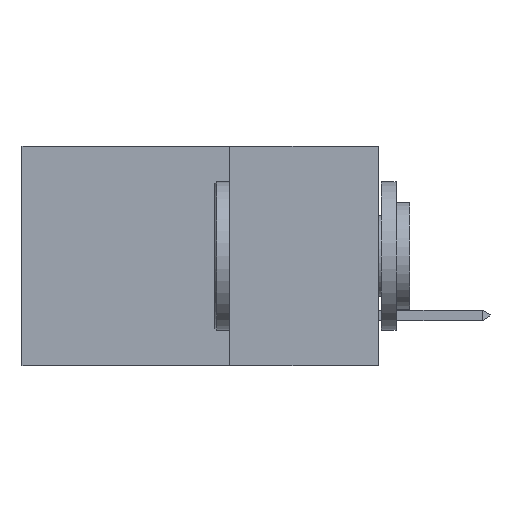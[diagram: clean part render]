
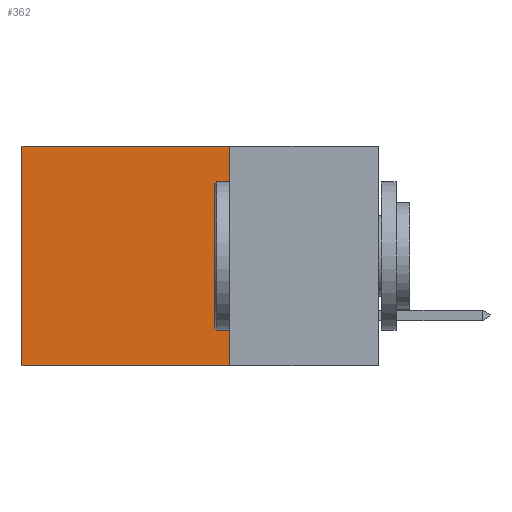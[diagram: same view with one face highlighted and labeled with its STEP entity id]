
A CAD part, left-side view. The second image highlights one B-rep face of the part: STEP entity #362.
In plain terms, the highlighted planar face has unit normal (-1, 0, 0).
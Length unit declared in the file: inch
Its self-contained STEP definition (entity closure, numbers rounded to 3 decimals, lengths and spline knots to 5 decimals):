
#362 = ADVANCED_FACE ( 'NONE', ( #5321 ), #7739, .F. ) ;
#1357 = VECTOR ( 'NONE', #6755, 39.37008 ) ;
#1657 = ORIENTED_EDGE ( 'NONE', *, *, #5820, .F. ) ;
#1671 = VECTOR ( 'NONE', #3328, 39.37008 ) ;
#1734 = EDGE_CURVE ( 'NONE', #8411, #7114, #7012, .T. ) ;
#1931 = LINE ( 'NONE', #3349, #1671 ) ;
#2181 = EDGE_CURVE ( 'NONE', #7114, #7124, #1931, .T. ) ;
#2657 = CARTESIAN_POINT ( 'NONE',  ( 0.298, 0.25, -0.37 ) ) ;
#2697 = CARTESIAN_POINT ( 'NONE',  ( 0.298, 0.25, 0. ) ) ;
#2940 = LINE ( 'NONE', #7609, #8789 ) ;
#3064 = DIRECTION ( 'NONE',  ( 0., 1., 0. ) ) ;
#3246 = ORIENTED_EDGE ( 'NONE', *, *, #4689, .F. ) ;
#3328 = DIRECTION ( 'NONE',  ( 0., 0., -1. ) ) ;
#3349 = CARTESIAN_POINT ( 'NONE',  ( 0.298, 0.6, 0. ) ) ;
#4296 = CARTESIAN_POINT ( 'NONE',  ( 0.298, 0.6, 0. ) ) ;
#4549 = CARTESIAN_POINT ( 'NONE',  ( 0.298, 0.25, 0. ) ) ;
#4689 = EDGE_CURVE ( 'NONE', #9557, #7124, #2940, .T. ) ;
#4787 = AXIS2_PLACEMENT_3D ( 'NONE', #9885, #6306, #5132 ) ;
#5132 = DIRECTION ( 'NONE',  ( 0., 0., -1. ) ) ;
#5321 = FACE_OUTER_BOUND ( 'NONE', #8409, .T. ) ;
#5357 = ORIENTED_EDGE ( 'NONE', *, *, #2181, .T. ) ;
#5438 = ORIENTED_EDGE ( 'NONE', *, *, #1734, .T. ) ;
#5820 = EDGE_CURVE ( 'NONE', #8411, #9557, #5835, .T. ) ;
#5835 = LINE ( 'NONE', #4549, #1357 ) ;
#6306 = DIRECTION ( 'NONE',  ( 1., 0., 0. ) ) ;
#6755 = DIRECTION ( 'NONE',  ( 0., 0., -1. ) ) ;
#7012 = LINE ( 'NONE', #2697, #7229 ) ;
#7114 = VERTEX_POINT ( 'NONE', #4296 ) ;
#7124 = VERTEX_POINT ( 'NONE', #8203 ) ;
#7177 = CARTESIAN_POINT ( 'NONE',  ( 0.298, 0.25, 0. ) ) ;
#7229 = VECTOR ( 'NONE', #7314, 39.37008 ) ;
#7314 = DIRECTION ( 'NONE',  ( 0., 1., 0. ) ) ;
#7609 = CARTESIAN_POINT ( 'NONE',  ( 0.298, 0.25, -0.37 ) ) ;
#7739 = PLANE ( 'NONE',  #4787 ) ;
#8203 = CARTESIAN_POINT ( 'NONE',  ( 0.298, 0.6, -0.37 ) ) ;
#8409 = EDGE_LOOP ( 'NONE', ( #5357, #3246, #1657, #5438 ) ) ;
#8411 = VERTEX_POINT ( 'NONE', #7177 ) ;
#8789 = VECTOR ( 'NONE', #3064, 39.37008 ) ;
#9557 = VERTEX_POINT ( 'NONE', #2657 ) ;
#9885 = CARTESIAN_POINT ( 'NONE',  ( 0.298, 0.25, 0. ) ) ;
